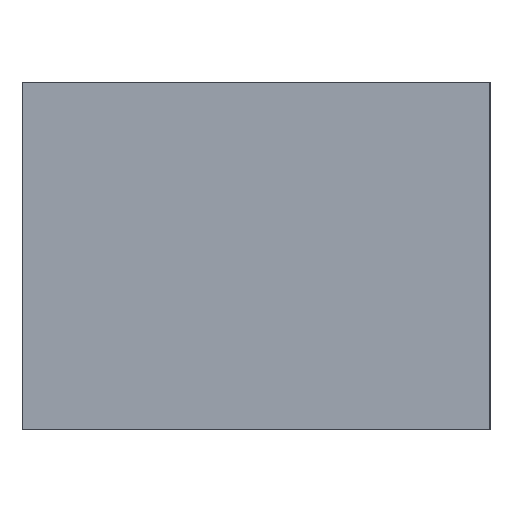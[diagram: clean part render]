
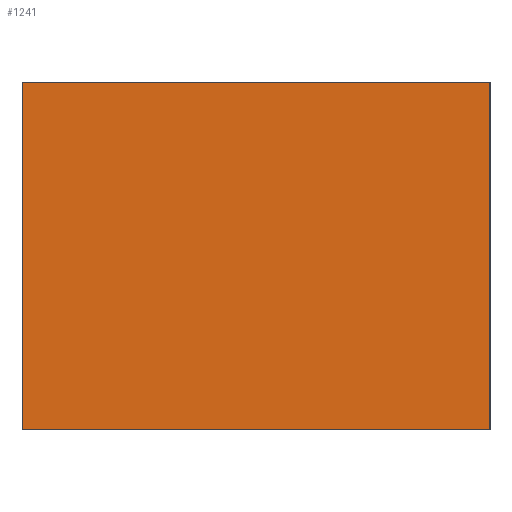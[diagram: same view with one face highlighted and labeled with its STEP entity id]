
A CAD part, left-side view. The second image highlights one B-rep face of the part: STEP entity #1241.
In plain terms, the highlighted planar face has unit normal (-1, 0, 0).
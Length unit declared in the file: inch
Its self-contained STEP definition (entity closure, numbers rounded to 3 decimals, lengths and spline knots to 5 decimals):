
#80=PLANE('',#1376);
#150=FACE_OUTER_BOUND('',#229,.T.);
#229=EDGE_LOOP('',(#1098,#1099,#1100,#1101));
#309=LINE('',#2009,#429);
#324=LINE('',#2037,#444);
#336=LINE('',#2063,#456);
#354=LINE('',#2120,#474);
#429=VECTOR('',#1624,0.3937);
#444=VECTOR('',#1643,0.3937);
#456=VECTOR('',#1663,0.3937);
#474=VECTOR('',#1733,0.3937);
#606=VERTEX_POINT('',#2006);
#607=VERTEX_POINT('',#2008);
#618=VERTEX_POINT('',#2036);
#628=VERTEX_POINT('',#2062);
#751=EDGE_CURVE('',#607,#606,#309,.T.);
#766=EDGE_CURVE('',#618,#607,#324,.T.);
#780=EDGE_CURVE('',#628,#618,#336,.T.);
#808=EDGE_CURVE('',#606,#628,#354,.T.);
#1098=ORIENTED_EDGE('',*,*,#751,.T.);
#1099=ORIENTED_EDGE('',*,*,#808,.T.);
#1100=ORIENTED_EDGE('',*,*,#780,.T.);
#1101=ORIENTED_EDGE('',*,*,#766,.T.);
#1241=ADVANCED_FACE('',(#150),#80,.T.);
#1376=AXIS2_PLACEMENT_3D('',#2119,#1731,#1732);
#1624=DIRECTION('',(0.,0.,-1.));
#1643=DIRECTION('',(0.,1.,0.));
#1663=DIRECTION('',(0.,0.,1.));
#1731=DIRECTION('center_axis',(-1.,0.,0.));
#1732=DIRECTION('ref_axis',(0.,0.,1.));
#1733=DIRECTION('',(0.,-1.,0.));
#2006=CARTESIAN_POINT('',(-4.37,0.97,-0.72));
#2008=CARTESIAN_POINT('',(-4.37,0.97,0.72));
#2009=CARTESIAN_POINT('',(-4.37,0.97,0.72));
#2036=CARTESIAN_POINT('',(-4.37,-0.97,0.72));
#2037=CARTESIAN_POINT('',(-4.37,-0.97,0.72));
#2062=CARTESIAN_POINT('',(-4.37,-0.97,-0.72));
#2063=CARTESIAN_POINT('',(-4.37,-0.97,-0.72));
#2119=CARTESIAN_POINT('Origin',(-4.37,0.,0.));
#2120=CARTESIAN_POINT('',(-4.37,0.97,-0.72));
